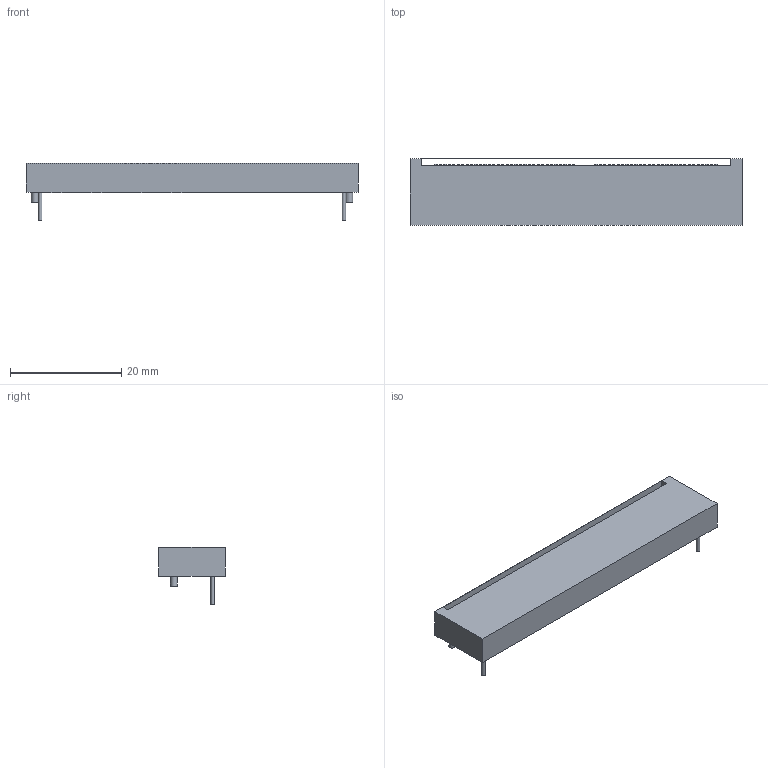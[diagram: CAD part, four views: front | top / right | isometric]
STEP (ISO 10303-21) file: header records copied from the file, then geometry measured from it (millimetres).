
FILE_DESCRIPTION(('FreeCAD Model'),'2;1');
FILE_NAME('1528396.1.2.stp','2020-04-10T07:44:09',( 'Author'),(''),'Open CASCADE STEP processor 6.9','FreeCAD','Unknown' );
FILE_SCHEMA(('AUTOMOTIVE_DESIGN { 1 0 10303 214 1 1 1 1 }'));
Length unit declared in the file: millimetre
Products named in the file (5): ASSEMBLY; Body; Pins; Lugs; Leads
Assembly tree (10 placements, depth 2):
  ASSEMBLY
    Body
    Pins
    Lugs  x4
    Leads  x4
Bounding box: 59.8 x 12.05 x 10.3 mm (x, y, z)
Volume: 3437.2 mm3; surface area: 2991.2 mm2
Topology: 137 solids, 137 shells, 778 faces, 1512 edges, 1008 vertices
Faces by surface type: plane 762, cylinder 16
Full cylindrical faces by diameter (mm): 0.66 x8, 1.25 x8
Entity records: 38953 total; most frequent: CARTESIAN_POINT 6165, DIRECTION 5942, LINE 4412, VECTOR 4412, ORIENTED_EDGE 2952, PCURVE 2952, DEFINITIONAL_REPRESENTATION 2952, EDGE_CURVE 1476
